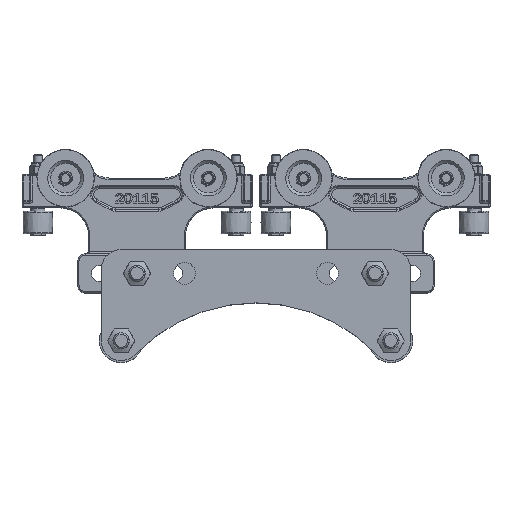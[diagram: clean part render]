
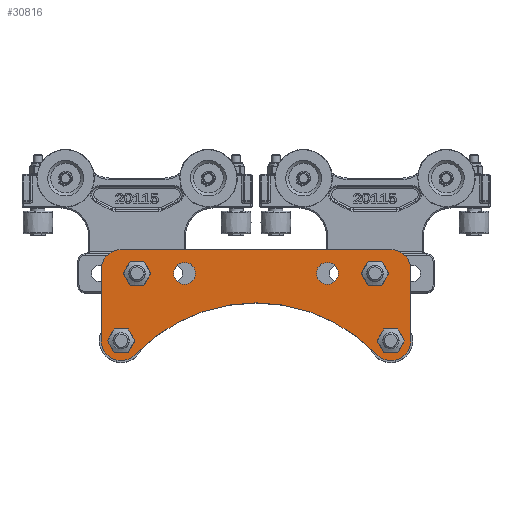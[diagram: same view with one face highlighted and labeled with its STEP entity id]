
A CAD part, top view. The second image highlights one B-rep face of the part: STEP entity #30816.
In plain terms, the highlighted face is planar.
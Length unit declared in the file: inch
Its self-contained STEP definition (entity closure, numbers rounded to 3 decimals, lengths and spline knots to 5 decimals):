
#30223=CARTESIAN_POINT('',(0.0,-0.42772,0.11749));
#30224=VERTEX_POINT('',#30223);
#30225=CARTESIAN_POINT('',(0.0,-0.42772,-0.16376));
#30226=DIRECTION('',(1.0,0.0,0.0));
#30227=DIRECTION('',(0.0,0.0,-1.0));
#30228=AXIS2_PLACEMENT_3D('',#30225,#30226,#30227);
#30229=CIRCLE('',#30228,0.28125);
#30230=EDGE_CURVE('',#30224,#30224,#30229,.T.);
#30272=CARTESIAN_POINT('',(0.0,7.07228,0.11749));
#30273=VERTEX_POINT('',#30272);
#30274=CARTESIAN_POINT('',(0.0,7.07228,-0.16376));
#30275=DIRECTION('',(1.0,0.0,0.0));
#30276=DIRECTION('',(0.0,0.0,-1.0));
#30277=AXIS2_PLACEMENT_3D('',#30274,#30275,#30276);
#30278=CIRCLE('',#30277,0.28125);
#30279=EDGE_CURVE('',#30273,#30273,#30278,.T.);
#30321=CARTESIAN_POINT('',(0.0,5.57228,0.17999));
#30322=VERTEX_POINT('',#30321);
#30323=CARTESIAN_POINT('',(0.0,5.57228,-0.16376));
#30324=DIRECTION('',(1.0,0.0,0.0));
#30325=DIRECTION('',(0.0,0.0,-1.0));
#30326=AXIS2_PLACEMENT_3D('',#30323,#30324,#30325);
#30327=CIRCLE('',#30326,0.34375);
#30328=EDGE_CURVE('',#30322,#30322,#30327,.T.);
#30370=CARTESIAN_POINT('',(0.0,1.07228,0.17999));
#30371=VERTEX_POINT('',#30370);
#30372=CARTESIAN_POINT('',(0.0,1.07228,-0.16376));
#30373=DIRECTION('',(1.0,0.0,0.0));
#30374=DIRECTION('',(0.0,0.0,-1.0));
#30375=AXIS2_PLACEMENT_3D('',#30372,#30373,#30374);
#30376=CIRCLE('',#30375,0.34375);
#30377=EDGE_CURVE('',#30371,#30371,#30376,.T.);
#30419=CARTESIAN_POINT('',(0.0,7.57228,-1.97626));
#30420=VERTEX_POINT('',#30419);
#30421=CARTESIAN_POINT('',(0.0,7.57228,-2.28876));
#30422=DIRECTION('',(1.0,0.0,0.0));
#30423=DIRECTION('',(0.0,0.0,-1.0));
#30424=AXIS2_PLACEMENT_3D('',#30421,#30422,#30423);
#30425=CIRCLE('',#30424,0.3125);
#30426=EDGE_CURVE('',#30420,#30420,#30425,.T.);
#30468=CARTESIAN_POINT('',(0.0,-0.92772,-1.97626));
#30469=VERTEX_POINT('',#30468);
#30470=CARTESIAN_POINT('',(0.0,-0.92772,-2.28876));
#30471=DIRECTION('',(1.0,0.0,0.0));
#30472=DIRECTION('',(0.0,0.0,-1.0));
#30473=AXIS2_PLACEMENT_3D('',#30470,#30471,#30472);
#30474=CIRCLE('',#30473,0.3125);
#30475=EDGE_CURVE('',#30469,#30469,#30474,.T.);
#30507=CARTESIAN_POINT('',(0.0,-0.92772,0.58624));
#30508=VERTEX_POINT('',#30507);
#30515=CARTESIAN_POINT('',(0.0,-1.55272,-0.03876));
#30516=VERTEX_POINT('',#30515);
#30517=CARTESIAN_POINT('',(0.0,-0.92772,-0.03876));
#30518=DIRECTION('',(-1.0,0.0,0.0));
#30519=DIRECTION('',(0.0,0.0,-1.0));
#30520=AXIS2_PLACEMENT_3D('',#30517,#30518,#30519);
#30521=CIRCLE('',#30520,0.625);
#30522=EDGE_CURVE('',#30516,#30508,#30521,.T.);
#30546=CARTESIAN_POINT('',(0.0,7.57228,0.58624));
#30547=VERTEX_POINT('',#30546);
#30554=CARTESIAN_POINT('',(0.0,-0.92772,0.58624));
#30555=DIRECTION('',(0.0,1.0,0.0));
#30556=VECTOR('',#30555,8.5);
#30557=LINE('',#30554,#30556);
#30558=EDGE_CURVE('',#30508,#30547,#30557,.T.);
#30578=CARTESIAN_POINT('',(0.0,8.19728,-0.03876));
#30579=VERTEX_POINT('',#30578);
#30586=CARTESIAN_POINT('',(0.0,7.57228,-0.03876));
#30587=DIRECTION('',(-1.0,0.0,0.0));
#30588=DIRECTION('',(0.0,-1.0,0.0));
#30589=AXIS2_PLACEMENT_3D('',#30586,#30587,#30588);
#30590=CIRCLE('',#30589,0.625);
#30591=EDGE_CURVE('',#30547,#30579,#30590,.T.);
#30610=CARTESIAN_POINT('',(0.0,8.19728,-2.28876));
#30611=VERTEX_POINT('',#30610);
#30618=CARTESIAN_POINT('',(0.0,8.19728,-0.03876));
#30619=DIRECTION('',(0.0,0.0,-1.0));
#30620=VECTOR('',#30619,2.25);
#30621=LINE('',#30618,#30620);
#30622=EDGE_CURVE('',#30579,#30611,#30621,.T.);
#30642=CARTESIAN_POINT('',(0.0,7.12016,-2.72028));
#30643=VERTEX_POINT('',#30642);
#30650=CARTESIAN_POINT('',(0.0,7.57228,-2.28876));
#30651=DIRECTION('',(-1.,0.0,0.0));
#30652=DIRECTION('',(0.0,0.723,0.69));
#30653=AXIS2_PLACEMENT_3D('',#30650,#30651,#30652);
#30654=CIRCLE('',#30653,0.625);
#30655=EDGE_CURVE('',#30611,#30643,#30654,.T.);
#30675=CARTESIAN_POINT('',(0.0,-0.47559,-2.72028));
#30676=VERTEX_POINT('',#30675);
#30683=CARTESIAN_POINT('',(0.0,3.32228,-6.34501));
#30684=DIRECTION('',(1.0,0.0,0.0));
#30685=DIRECTION('',(0.0,0.723,0.69));
#30686=AXIS2_PLACEMENT_3D('',#30683,#30684,#30685);
#30687=CIRCLE('',#30686,5.25);
#30688=EDGE_CURVE('',#30643,#30676,#30687,.T.);
#30708=CARTESIAN_POINT('',(0.0,-1.55272,-2.28876));
#30709=VERTEX_POINT('',#30708);
#30716=CARTESIAN_POINT('',(0.0,-0.92772,-2.28876));
#30717=DIRECTION('',(-1.0,0.0,0.0));
#30718=DIRECTION('',(0.0,1.0,0.0));
#30719=AXIS2_PLACEMENT_3D('',#30716,#30717,#30718);
#30720=CIRCLE('',#30719,0.625);
#30721=EDGE_CURVE('',#30676,#30709,#30720,.T.);
#30739=CARTESIAN_POINT('',(0.0,-1.55272,-2.28876));
#30740=DIRECTION('',(0.0,0.0,1.0));
#30741=VECTOR('',#30740,2.25);
#30742=LINE('',#30739,#30741);
#30743=EDGE_CURVE('',#30709,#30516,#30742,.T.);
#30783=CARTESIAN_POINT('',(0.0,3.32228,-0.85349));
#30784=DIRECTION('',(1.0,0.0,0.0));
#30785=DIRECTION('',(0.0,0.0,-1.0));
#30786=AXIS2_PLACEMENT_3D('',#30783,#30784,#30785);
#30787=PLANE('',#30786);
#30788=ORIENTED_EDGE('',*,*,#30743,.T.);
#30789=ORIENTED_EDGE('',*,*,#30522,.T.);
#30790=ORIENTED_EDGE('',*,*,#30558,.T.);
#30791=ORIENTED_EDGE('',*,*,#30591,.T.);
#30792=ORIENTED_EDGE('',*,*,#30622,.T.);
#30793=ORIENTED_EDGE('',*,*,#30655,.T.);
#30794=ORIENTED_EDGE('',*,*,#30688,.T.);
#30795=ORIENTED_EDGE('',*,*,#30721,.T.);
#30796=EDGE_LOOP('',(#30788,#30789,#30790,#30791,#30792,#30793,#30794,#30795));
#30797=FACE_OUTER_BOUND('',#30796,.T.);
#30798=ORIENTED_EDGE('',*,*,#30230,.T.);
#30799=EDGE_LOOP('',(#30798));
#30800=FACE_BOUND('',#30799,.T.);
#30801=ORIENTED_EDGE('',*,*,#30279,.T.);
#30802=EDGE_LOOP('',(#30801));
#30803=FACE_BOUND('',#30802,.T.);
#30804=ORIENTED_EDGE('',*,*,#30328,.T.);
#30805=EDGE_LOOP('',(#30804));
#30806=FACE_BOUND('',#30805,.T.);
#30807=ORIENTED_EDGE('',*,*,#30377,.T.);
#30808=EDGE_LOOP('',(#30807));
#30809=FACE_BOUND('',#30808,.T.);
#30810=ORIENTED_EDGE('',*,*,#30426,.T.);
#30811=EDGE_LOOP('',(#30810));
#30812=FACE_BOUND('',#30811,.T.);
#30813=ORIENTED_EDGE('',*,*,#30475,.T.);
#30814=EDGE_LOOP('',(#30813));
#30815=FACE_BOUND('',#30814,.T.);
#30816=ADVANCED_FACE('',(#30797,#30800,#30803,#30806,#30809,#30812,#30815),#30787,.F.);
